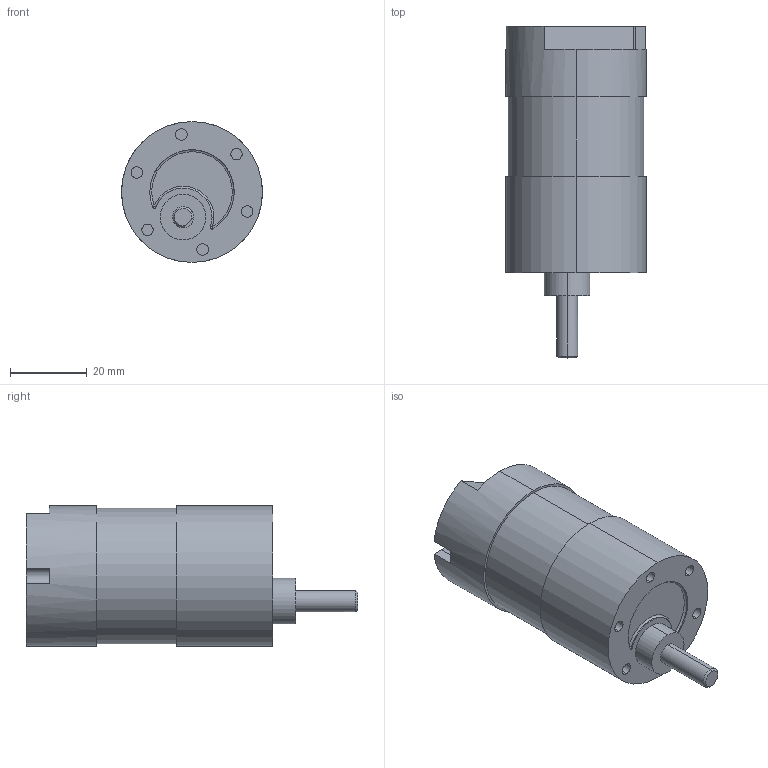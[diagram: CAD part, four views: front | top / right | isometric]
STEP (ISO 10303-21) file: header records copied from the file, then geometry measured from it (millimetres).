
FILE_DESCRIPTION (( 'STEP AP203' ), '1' );
FILE_NAME ('Cytron Motor.STEP', '2019-11-04T18:03:29', ( '' ), ( '' ), 'SwSTEP 2.0', 'SolidWorks 2019', '' );
FILE_SCHEMA (( 'CONFIG_CONTROL_DESIGN' ));
Length unit declared in the file: millimetre
Products named in the file (1): Cytron Motor
Bounding box: 36.7 x 86.5 x 36.7 mm (x, y, z)
Volume: 65846.1 mm3; surface area: 10550.8 mm2
Topology: 1 solids, 1 shells, 65 faces, 145 edges, 93 vertices
Faces by surface type: cylinder 35, plane 23, cone 3, bspline 2, torus 2
Entity records: 2044 total; most frequent: CARTESIAN_POINT 469, DIRECTION 345, ORIENTED_EDGE 286, AXIS2_PLACEMENT_3D 145, EDGE_CURVE 143, VERTEX_POINT 93, CIRCLE 81, EDGE_LOOP 78
